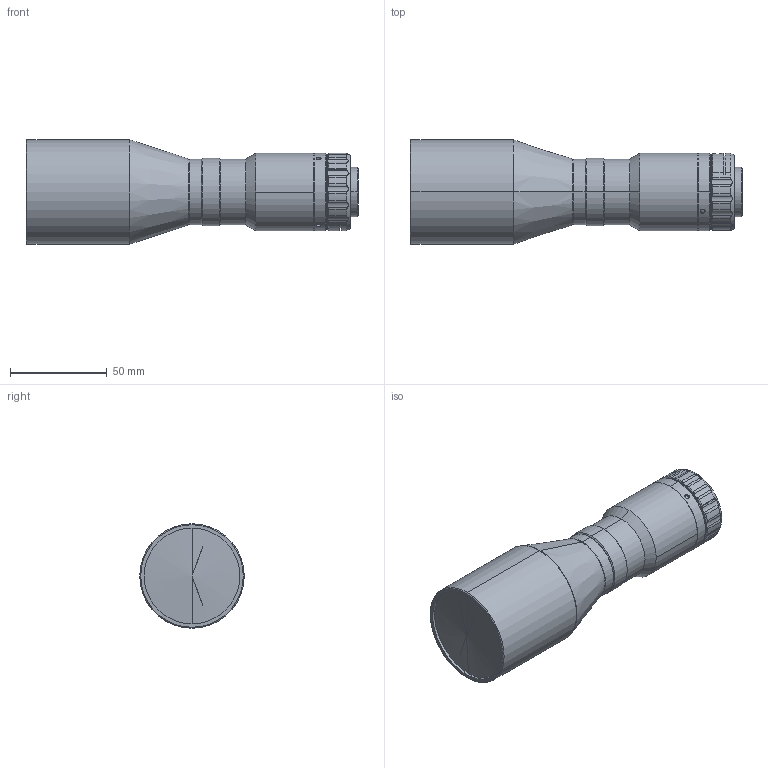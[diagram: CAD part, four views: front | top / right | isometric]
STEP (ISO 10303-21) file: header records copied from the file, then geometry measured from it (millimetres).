
FILE_DESCRIPTION (( 'STEP AP203' ), '1' );
FILE_NAME ('DTCM111-36-AL.STEP', '2018-01-10T10:39:18', ( 'frank' ), ( '' ), 'SwSTEP 2.0', 'SolidWorks 2012', '' );
FILE_SCHEMA (( 'CONFIG_CONTROL_DESIGN' ));
Length unit declared in the file: millimetre
Products named in the file (1): DTCM111-36-AL
Bounding box: 171.63 x 54 x 54 mm (x, y, z)
Volume: 263980.5 mm3; surface area: 28067.5 mm2
Topology: 1 solids, 2 shells, 125 faces, 308 edges, 192 vertices
Faces by surface type: cylinder 59, cone 44, plane 18, bspline 4
Entity records: 4277 total; most frequent: CARTESIAN_POINT 1357, ORIENTED_EDGE 604, DIRECTION 580, EDGE_CURVE 302, AXIS2_PLACEMENT_3D 237, VERTEX_POINT 192, EDGE_LOOP 136, FACE_OUTER_BOUND 125
